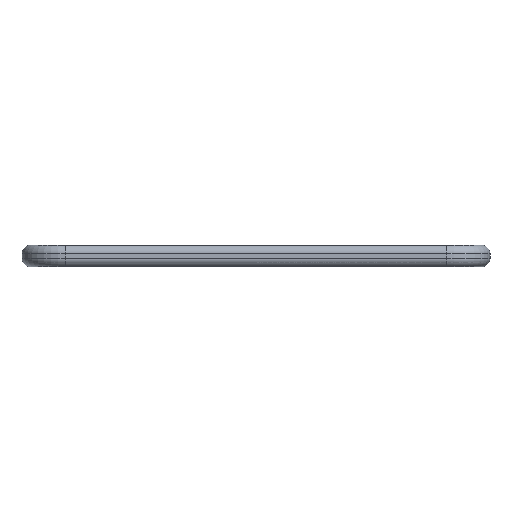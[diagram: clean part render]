
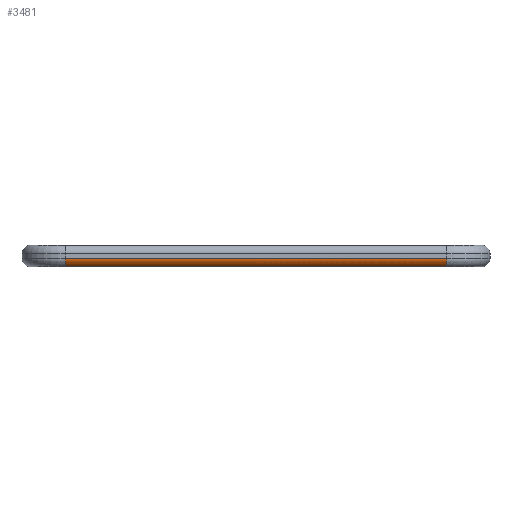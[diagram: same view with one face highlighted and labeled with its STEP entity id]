
A CAD part, left-side view. The second image highlights one B-rep face of the part: STEP entity #3481.
In plain terms, the highlighted cylindrical face has radius 2 mm (diameter 4 mm), a partial arc.
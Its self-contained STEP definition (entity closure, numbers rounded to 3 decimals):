
#317=FACE_OUTER_BOUND('',#484,.T.);
#484=EDGE_LOOP('',(#2388,#2389,#2390,#2391));
#933=LINE('',#5316,#1098);
#934=LINE('',#5317,#1099);
#1098=VECTOR('',#4193,10.);
#1099=VECTOR('',#4194,10.);
#1267=CIRCLE('',#3678,2.);
#1270=CIRCLE('',#3682,2.);
#1583=VERTEX_POINT('',#5307);
#1584=VERTEX_POINT('',#5308);
#1585=VERTEX_POINT('',#5313);
#1586=VERTEX_POINT('',#5314);
#1901=EDGE_CURVE('',#1583,#1584,#1267,.T.);
#1904=EDGE_CURVE('',#1585,#1586,#1270,.T.);
#1905=EDGE_CURVE('',#1586,#1584,#933,.T.);
#1906=EDGE_CURVE('',#1583,#1585,#934,.T.);
#2388=ORIENTED_EDGE('',*,*,#1904,.T.);
#2389=ORIENTED_EDGE('',*,*,#1905,.T.);
#2390=ORIENTED_EDGE('',*,*,#1901,.F.);
#2391=ORIENTED_EDGE('',*,*,#1906,.T.);
#3325=CYLINDRICAL_SURFACE('',#3681,2.);
#3481=ADVANCED_FACE('',(#317),#3325,.T.);
#3678=AXIS2_PLACEMENT_3D('',#5309,#4183,#4184);
#3681=AXIS2_PLACEMENT_3D('',#5312,#4189,#4190);
#3682=AXIS2_PLACEMENT_3D('',#5315,#4191,#4192);
#4183=DIRECTION('center_axis',(0.,-1.,0.));
#4184=DIRECTION('ref_axis',(-1.,0.,0.));
#4189=DIRECTION('center_axis',(0.,1.,0.));
#4190=DIRECTION('ref_axis',(-0.707,0.,-0.707));
#4191=DIRECTION('center_axis',(0.,-1.,0.));
#4192=DIRECTION('ref_axis',(-1.,0.,0.));
#4193=DIRECTION('',(0.,-1.,0.));
#4194=DIRECTION('',(0.,1.,0.));
#5307=CARTESIAN_POINT('',(-90.,-44.,-3.));
#5308=CARTESIAN_POINT('',(-88.,-44.,-5.));
#5309=CARTESIAN_POINT('Origin',(-88.,-44.,-3.));
#5312=CARTESIAN_POINT('Origin',(-88.,-27.,-3.));
#5313=CARTESIAN_POINT('',(-90.,44.,-3.));
#5314=CARTESIAN_POINT('',(-88.,44.,-5.));
#5315=CARTESIAN_POINT('Origin',(-88.,44.,-3.));
#5316=CARTESIAN_POINT('',(-88.,-27.,-5.));
#5317=CARTESIAN_POINT('',(-90.,-27.,-3.));
